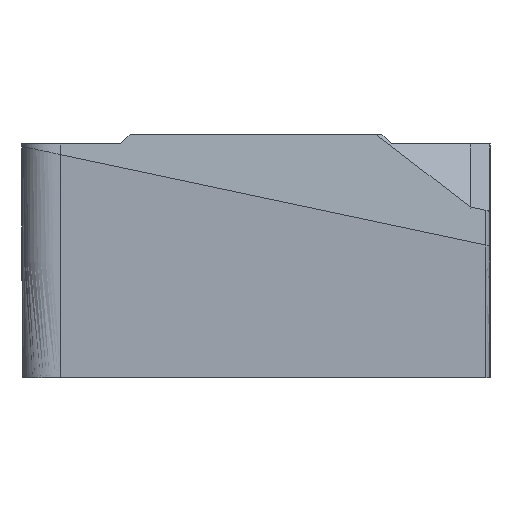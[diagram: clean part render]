
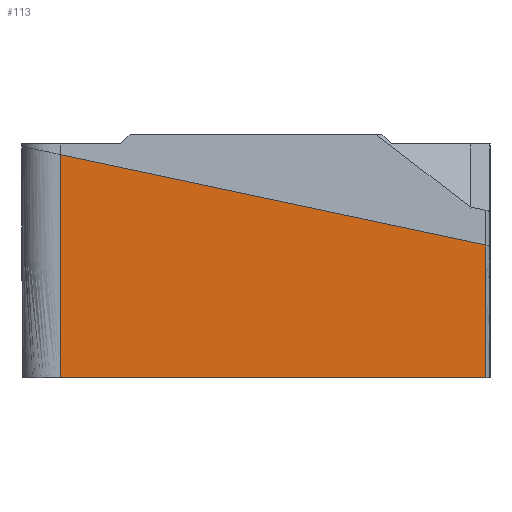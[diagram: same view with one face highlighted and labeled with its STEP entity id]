
A CAD part, left-side view. The second image highlights one B-rep face of the part: STEP entity #113.
In plain terms, the highlighted planar face has unit normal (-0.825, -0.556, -0.103).
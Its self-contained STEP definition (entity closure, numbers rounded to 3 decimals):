
#113=ADVANCED_FACE('',(#191),#164,.T.);
#164=PLANE('',#924);
#191=FACE_OUTER_BOUND('',#241,.T.);
#241=EDGE_LOOP('',(#312,#313,#314,#315));
#312=ORIENTED_EDGE('',*,*,#634,.T.);
#313=ORIENTED_EDGE('',*,*,#635,.F.);
#314=ORIENTED_EDGE('',*,*,#636,.F.);
#315=ORIENTED_EDGE('',*,*,#637,.T.);
#556=VERTEX_POINT('',#1345);
#557=VERTEX_POINT('',#1346);
#558=VERTEX_POINT('',#1348);
#559=VERTEX_POINT('',#1350);
#634=EDGE_CURVE('',#556,#557,#756,.T.);
#635=EDGE_CURVE('',#558,#557,#757,.T.);
#636=EDGE_CURVE('',#559,#558,#758,.T.);
#637=EDGE_CURVE('',#559,#556,#759,.T.);
#756=LINE('',#1344,#844);
#757=LINE('',#1347,#845);
#758=LINE('',#1349,#846);
#759=LINE('',#1351,#847);
#844=VECTOR('',#1026,1.);
#845=VECTOR('',#1027,1.);
#846=VECTOR('',#1028,1.);
#847=VECTOR('',#1029,1.);
#924=AXIS2_PLACEMENT_3D('',#1352,#1030,#1031);
#1026=DIRECTION('',(-0.565,0.807,0.172));
#1027=DIRECTION('',(-0.124,0.,0.992));
#1028=DIRECTION('',(-0.559,0.829,0.));
#1029=DIRECTION('',(-0.124,0.,0.992));
#1030=DIRECTION('',(-0.825,-0.556,-0.103));
#1031=DIRECTION('',(-0.559,0.829,0.));
#1344=CARTESIAN_POINT('',(-5.973,-5.155,-2.358));
#1345=CARTESIAN_POINT('',(-6.308,-4.677,-2.256));
#1346=CARTESIAN_POINT('',(-12.367,3.976,-0.417));
#1347=CARTESIAN_POINT('',(-12.367,3.976,-0.417));
#1348=CARTESIAN_POINT('',(-11.8,3.976,-4.96));
#1349=CARTESIAN_POINT('',(-8.762,-0.533,-4.96));
#1350=CARTESIAN_POINT('',(-5.971,-4.677,-4.96));
#1351=CARTESIAN_POINT('',(-6.308,-4.677,-2.256));
#1352=CARTESIAN_POINT('',(-9.066,-0.738,-1.419));
